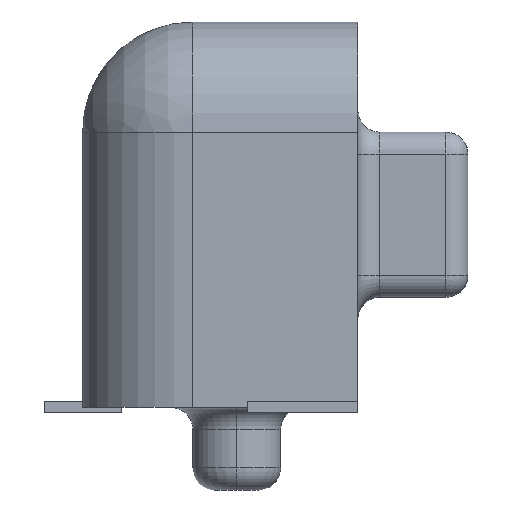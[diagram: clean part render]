
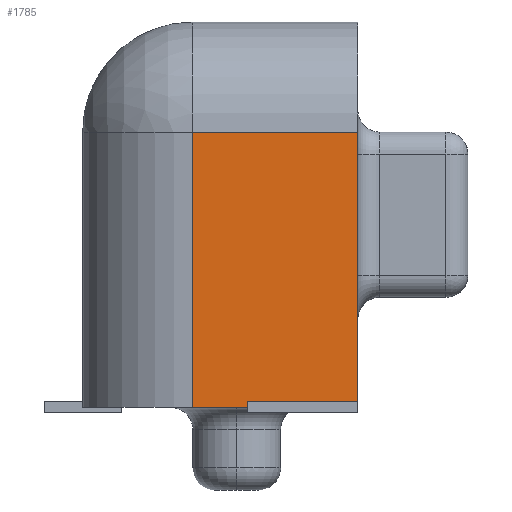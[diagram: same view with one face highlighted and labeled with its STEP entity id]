
A CAD part, left-side view. The second image highlights one B-rep face of the part: STEP entity #1785.
In plain terms, the highlighted planar face has unit normal (-1, 0, 0).
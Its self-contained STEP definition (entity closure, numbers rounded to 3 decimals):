
#49 = EDGE_CURVE ( 'NONE', #1790, #356, #97, .T. ) ;
#53 = VECTOR ( 'NONE', #563, 1000. ) ;
#97 = LINE ( 'NONE', #114, #53 ) ;
#114 = CARTESIAN_POINT ( 'NONE',  ( -3.5, -1., 3.5 ) ) ;
#199 = LINE ( 'NONE', #1820, #1053 ) ;
#244 = CARTESIAN_POINT ( 'NONE',  ( -3.5, -1., 2.5 ) ) ;
#291 = VERTEX_POINT ( 'NONE', #2070 ) ;
#331 = ORIENTED_EDGE ( 'NONE', *, *, #49, .T. ) ;
#356 = VERTEX_POINT ( 'NONE', #537 ) ;
#387 = CARTESIAN_POINT ( 'NONE',  ( -3.5, -1.5, 0.05 ) ) ;
#473 = CARTESIAN_POINT ( 'NONE',  ( -3.5, 0., 3.5 ) ) ;
#475 = ORIENTED_EDGE ( 'NONE', *, *, #1158, .T. ) ;
#493 = DIRECTION ( 'NONE',  ( 0., 0., -1. ) ) ;
#496 = VECTOR ( 'NONE', #1759, 1000. ) ;
#537 = CARTESIAN_POINT ( 'NONE',  ( -3.5, -1., 0. ) ) ;
#563 = DIRECTION ( 'NONE',  ( 0., 0., -1. ) ) ;
#615 = DIRECTION ( 'NONE',  ( 0., 1., 0. ) ) ;
#761 = PLANE ( 'NONE',  #2311 ) ;
#875 = LINE ( 'NONE', #2474, #2246 ) ;
#949 = EDGE_CURVE ( 'NONE', #2447, #356, #875, .T. ) ;
#1053 = VECTOR ( 'NONE', #2048, 1000. ) ;
#1079 = ORIENTED_EDGE ( 'NONE', *, *, #2281, .F. ) ;
#1158 = EDGE_CURVE ( 'NONE', #1988, #1790, #1930, .T. ) ;
#1279 = ORIENTED_EDGE ( 'NONE', *, *, #1628, .F. ) ;
#1284 = CARTESIAN_POINT ( 'NONE',  ( -3.5, 0., 0.05 ) ) ;
#1569 = CARTESIAN_POINT ( 'NONE',  ( -3.5, -2.5, 3.5 ) ) ;
#1628 = EDGE_CURVE ( 'NONE', #291, #2254, #2630, .T. ) ;
#1739 = VECTOR ( 'NONE', #615, 1000. ) ;
#1759 = DIRECTION ( 'NONE',  ( 0., 1., 0. ) ) ;
#1785 = ADVANCED_FACE ( 'NONE', ( #2072 ), #761, .T. ) ;
#1790 = VERTEX_POINT ( 'NONE', #244 ) ;
#1820 = CARTESIAN_POINT ( 'NONE',  ( -3.5, -1.5, 0.05 ) ) ;
#1930 = LINE ( 'NONE', #2605, #1739 ) ;
#1988 = VERTEX_POINT ( 'NONE', #2390 ) ;
#2048 = DIRECTION ( 'NONE',  ( 0., 0., -1. ) ) ;
#2070 = CARTESIAN_POINT ( 'NONE',  ( -3.5, -2.5, 0.05 ) ) ;
#2072 = FACE_OUTER_BOUND ( 'NONE', #2892, .T. ) ;
#2084 = DIRECTION ( 'NONE',  ( -1., 0., 0. ) ) ;
#2092 = CARTESIAN_POINT ( 'NONE',  ( -3.5, -1.5, 0. ) ) ;
#2246 = VECTOR ( 'NONE', #2639, 1000. ) ;
#2254 = VERTEX_POINT ( 'NONE', #387 ) ;
#2281 = EDGE_CURVE ( 'NONE', #1988, #291, #2491, .T. ) ;
#2292 = VECTOR ( 'NONE', #493, 1000. ) ;
#2311 = AXIS2_PLACEMENT_3D ( 'NONE', #473, #2084, #2763 ) ;
#2357 = ORIENTED_EDGE ( 'NONE', *, *, #949, .F. ) ;
#2390 = CARTESIAN_POINT ( 'NONE',  ( -3.5, -2.5, 2.5 ) ) ;
#2447 = VERTEX_POINT ( 'NONE', #2092 ) ;
#2474 = CARTESIAN_POINT ( 'NONE',  ( -3.5, 0., 0. ) ) ;
#2491 = LINE ( 'NONE', #1569, #2292 ) ;
#2605 = CARTESIAN_POINT ( 'NONE',  ( -3.5, 0., 2.5 ) ) ;
#2609 = EDGE_CURVE ( 'NONE', #2254, #2447, #199, .T. ) ;
#2630 = LINE ( 'NONE', #1284, #496 ) ;
#2639 = DIRECTION ( 'NONE',  ( 0., 1., 0. ) ) ;
#2668 = ORIENTED_EDGE ( 'NONE', *, *, #2609, .F. ) ;
#2763 = DIRECTION ( 'NONE',  ( 0., 0., 1. ) ) ;
#2892 = EDGE_LOOP ( 'NONE', ( #475, #331, #2357, #2668, #1279, #1079 ) ) ;
